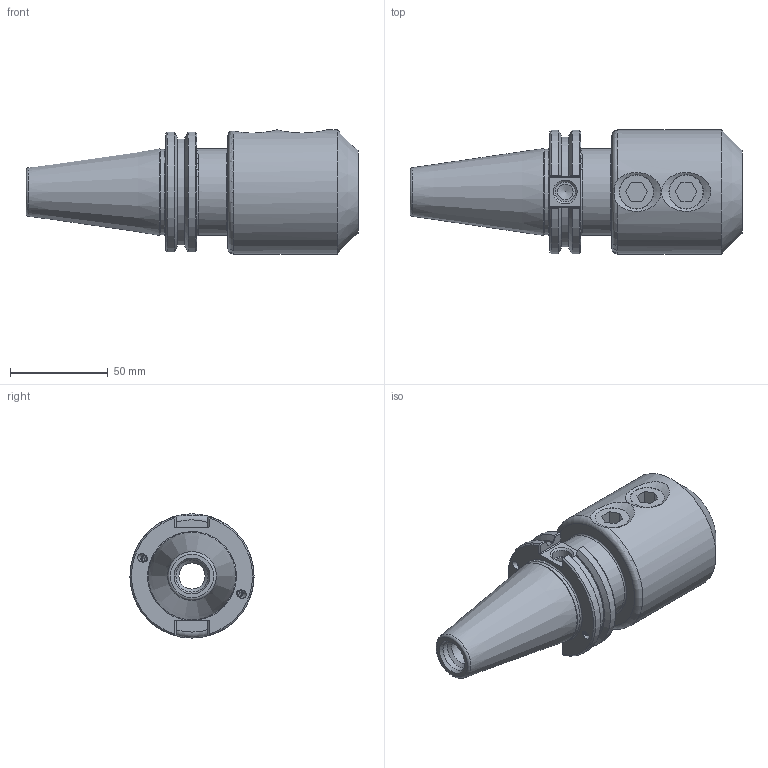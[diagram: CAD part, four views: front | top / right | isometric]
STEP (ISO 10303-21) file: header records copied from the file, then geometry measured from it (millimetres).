
FILE_DESCRIPTION((''),'2;1');
FILE_NAME('C40BC-12EM4.stp','2015-03-17T14:43:09',('blaste'),(''),'Autodesk Inventor 2012','Autodesk Inventor 2012','');
FILE_SCHEMA(('AUTOMOTIVE_DESIGN { 1 0 10303 214 1 1 1 1 }'));
Length unit declared in the file: inch
Products named in the file (4): C40BC-12EM4; C40BC-12EM4-1; 029-922; 029-965
Assembly tree (7 placements, depth 2):
  C40BC-12EM4
    C40BC-12EM4-1
    029-922  x2
    029-965  x4
Bounding box: 169.85 x 63.5 x 63.5 mm (x, y, z)
Volume: 254237.4 mm3; surface area: 50813.8 mm2
Topology: 7 solids, 7 shells, 199 faces, 477 edges, 309 vertices
Faces by surface type: plane 96, cylinder 51, cone 35, bspline 8, torus 5, sphere 4
Full cylindrical faces by diameter (mm): 3.3 x4, 4 x8, 4.1 x4, 4.2 x4, 8 x1, 10.135 x1, 13.386 x1, 16.459 x1, 17.323 x2, 19.05 x2, 31.75 x1, 32.766 x1, 43.942 x1, 44.45 x1, 63.5 x1
Entity records: 5299 total; most frequent: CARTESIAN_POINT 2048, DIRECTION 604, ORIENTED_EDGE 584, EDGE_CURVE 292, AXIS2_PLACEMENT_3D 242, VERTEX_POINT 211, EDGE_LOOP 205, FACE_OUTER_BOUND 139
